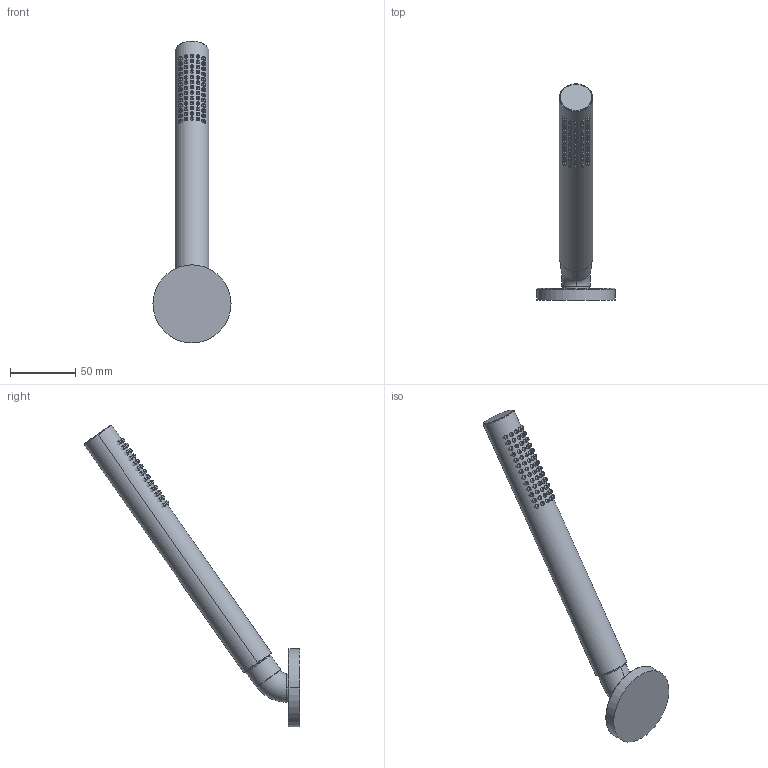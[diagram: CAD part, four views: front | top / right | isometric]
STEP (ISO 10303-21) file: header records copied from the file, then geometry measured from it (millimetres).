
FILE_DESCRIPTION (( 'STEP AP214' ), '1' );
FILE_NAME ('27702660.STEP', '2018-08-20T05:03:22', ( '' ), ( '' ), 'SwSTEP 2.0', 'SolidWorks 2017', '' );
FILE_SCHEMA (( 'AUTOMOTIVE_DESIGN' ));
Length unit declared in the file: millimetre
Products named in the file (8): Planungsmodell_Koerper-+-04.12.11.140.10_04_K1; Planungsmodell_Nippel-+-04.24.04.019.00-01_-_K2; Planungsmodell_Rosette WT Ø60x9-+-09.27.66.005-01; Planungsmodell_Handbrause-+-04.12.11.140.10_01_PDB_04121114010-00; Planungsmodell_Einsatz-+-04.12.11.140.10_02_K1; Planungsmodell_Rohr_gerade-+-28.568.780-10_ _K346 20,8x1; 27702660; Planungsmodell_Einsatz-+-04.12.11.140.10_03_K1
Assembly tree (7 placements, depth 4):
  27702660
    Planungsmodell_Rosette WT Ø60x9-+-09.27.66.005-01
    Planungsmodell_Nippel-+-04.24.04.019.00-01_-_K2
    Planungsmodell_Handbrause-+-04.12.11.140.10_01_PDB_04121114010-00
      Planungsmodell_Koerper-+-04.12.11.140.10_04_K1
      Planungsmodell_Einsatz-+-04.12.11.140.10_03_K1
        Planungsmodell_Einsatz-+-04.12.11.140.10_02_K1
    Planungsmodell_Rohr_gerade-+-28.568.780-10_ _K346 20,8x1
Bounding box: 60 x 165.87 x 231.96 mm (x, y, z)
Volume: 161479.4 mm3; surface area: 36349.4 mm2
Topology: 5 solids, 5 shells, 372 faces, 736 edges, 444 vertices
Faces by surface type: cylinder 148, torus 140, plane 82, cone 2
Entity records: 12869 total; most frequent: CARTESIAN_POINT 4736, DIRECTION 1824, ORIENTED_EDGE 1472, AXIS2_PLACEMENT_3D 834, EDGE_CURVE 736, CIRCLE 450, VERTEX_POINT 444, EDGE_LOOP 442
